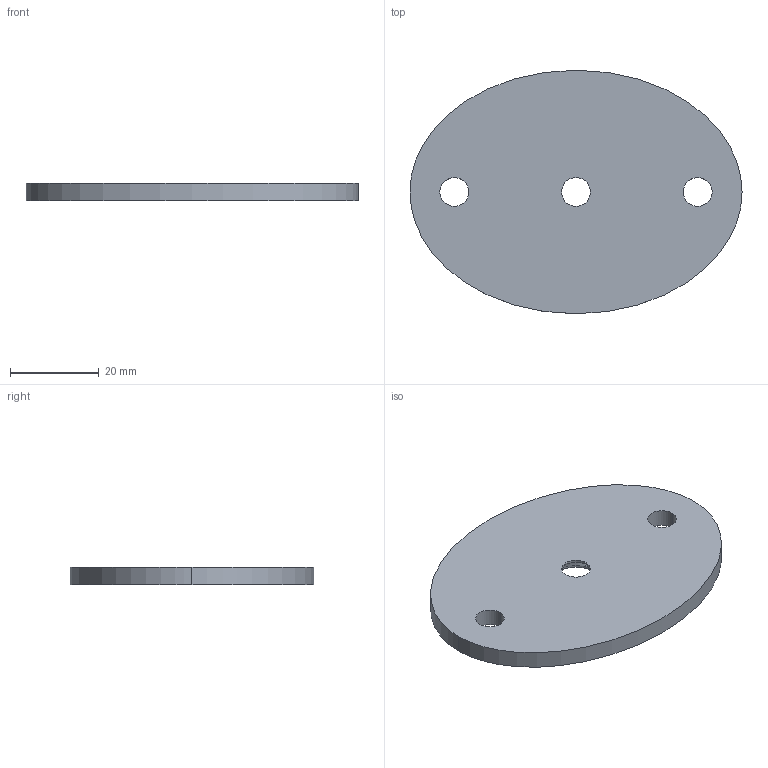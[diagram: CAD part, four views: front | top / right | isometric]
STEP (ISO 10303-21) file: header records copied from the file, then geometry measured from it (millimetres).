
FILE_DESCRIPTION (( 'STEP AP203' ), '1' );
FILE_NAME ('53708-240.STEP', '2020-09-21T14:35:04', ( '' ), ( '' ), 'SwSTEP 2.0', 'SolidWorks 2018', '' );
FILE_SCHEMA (( 'CONFIG_CONTROL_DESIGN' ));
Length unit declared in the file: millimetre
Products named in the file (2): 53708-240
Bounding box: 75 x 55 x 4 mm (x, y, z)
Volume: 12396.1 mm3; surface area: 7343.3 mm2
Topology: 1 solids, 1 shells, 242 faces, 641 edges, 426 vertices
Faces by surface type: plane 119, bspline 113, cylinder 8, cone 2
Entity records: 13728 total; most frequent: CARTESIAN_POINT 8320, ORIENTED_EDGE 1282, DIRECTION 693, EDGE_CURVE 641, VERTEX_POINT 426, LINE 399, VECTOR 399, EDGE_LOOP 273
